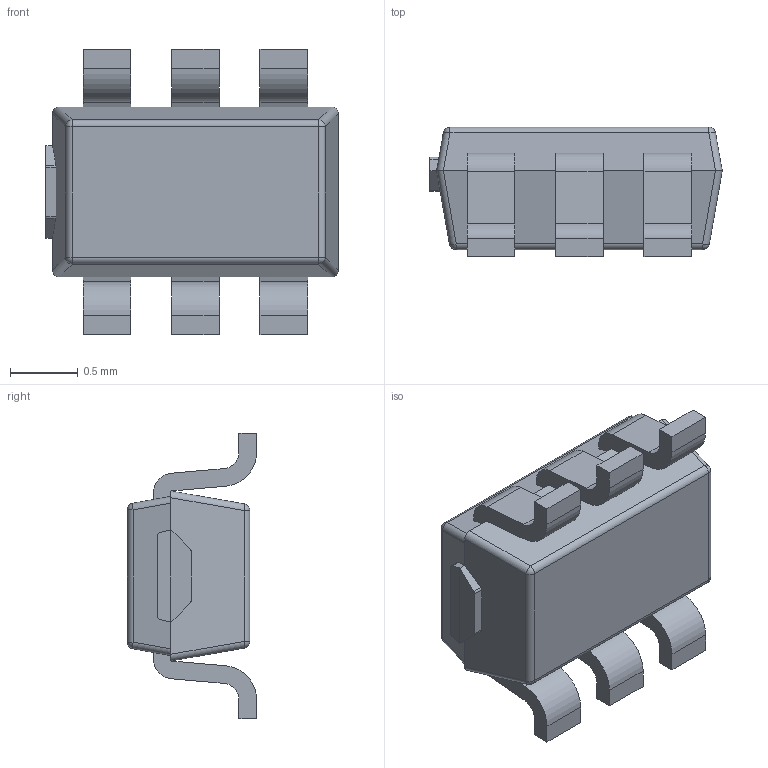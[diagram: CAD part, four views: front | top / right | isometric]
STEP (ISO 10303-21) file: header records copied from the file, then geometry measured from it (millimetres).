
FILE_DESCRIPTION(('CAx-IF Rec.Pracs.---Model Styling and Organization---1.5---2016-08-15','CAx-IF Rec.Pracs.---Geometric and Assembly Validation Properties---4.4---2016-08-17','CAx-IF Rec.Pracs.---User Defined Attributes---1.5---2016-08-15','CAx-IF Rec.Pracs.---External References---2.1---2005-01-19'),'2;1');
FILE_NAME('16040371.step','2025-08-21T05:36:58',('Unspecified'),('Unspecified'),'CAD Exchanger 3.10.2 (cadexchanger.com)','Unspecified','');
FILE_SCHEMA(('AUTOMOTIVE_DESIGN { 1 0 10303 214 1 1 1 1 }'));
Length unit declared in the file: millimetre
Products named in the file (4): SOT363 step; SOT353 Lower body; SOT353 Lead; SOT353 Upper body
Assembly tree (8 placements, depth 2):
  SOT363 step
    SOT353 Lower body
    SOT353 Lead  x6
    SOT353 Upper body
Bounding box: 2.15 x 0.95 x 2.1 mm (x, y, z)
Volume: 2.3 mm3; surface area: 21.3 mm2
Topology: 8 solids, 8 shells, 176 faces, 454 edges, 290 vertices
Faces by surface type: plane 115, cylinder 53, sphere 8
Entity records: 3508 total; most frequent: CARTESIAN_POINT 618, DIRECTION 574, ORIENTED_EDGE 564, EDGE_CURVE 282, LINE 206, VECTOR 206, AXIS2_PLACEMENT_3D 184, VERTEX_POINT 180
